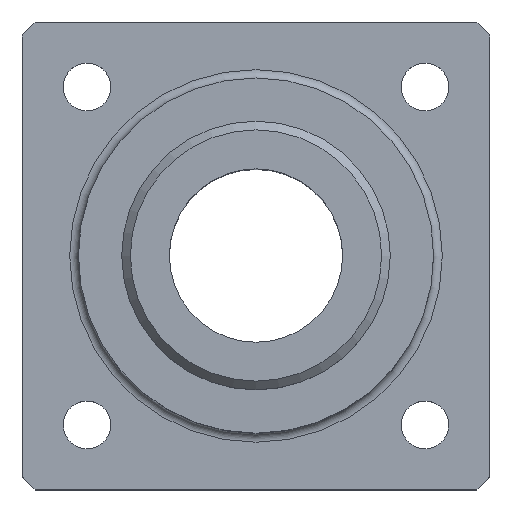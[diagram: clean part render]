
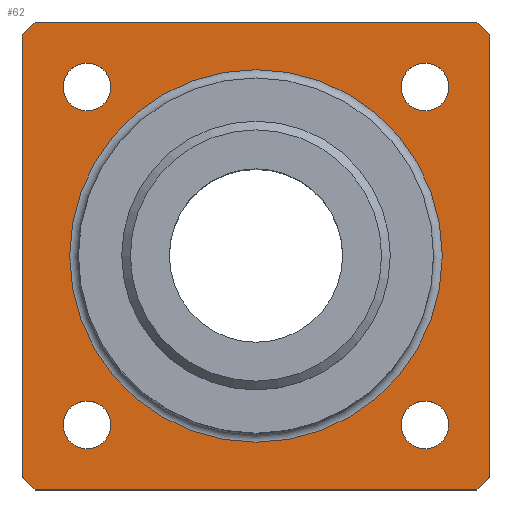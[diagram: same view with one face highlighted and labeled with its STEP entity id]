
A CAD part, top view. The second image highlights one B-rep face of the part: STEP entity #62.
In plain terms, the highlighted planar face has unit normal (0, 0, 1).
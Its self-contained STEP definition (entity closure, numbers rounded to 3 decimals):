
#62 = ADVANCED_FACE( '', ( #138, #139, #140, #141, #142, #143 ), #144, .T. );
#138 = FACE_OUTER_BOUND( '', #241, .T. );
#139 = FACE_BOUND( '', #242, .T. );
#140 = FACE_BOUND( '', #243, .T. );
#141 = FACE_BOUND( '', #244, .T. );
#142 = FACE_BOUND( '', #245, .T. );
#143 = FACE_BOUND( '', #246, .T. );
#144 = PLANE( '', #247 );
#241 = EDGE_LOOP( '', ( #361, #362, #363, #364, #365, #366, #367, #368 ) );
#242 = EDGE_LOOP( '', ( #369 ) );
#243 = EDGE_LOOP( '', ( #370 ) );
#244 = EDGE_LOOP( '', ( #371 ) );
#245 = EDGE_LOOP( '', ( #372 ) );
#246 = EDGE_LOOP( '', ( #373 ) );
#247 = AXIS2_PLACEMENT_3D( '', #374, #375, #376 );
#361 = ORIENTED_EDGE( '', *, *, #516, .T. );
#362 = ORIENTED_EDGE( '', *, *, #522, .T. );
#363 = ORIENTED_EDGE( '', *, *, #508, .T. );
#364 = ORIENTED_EDGE( '', *, *, #523, .T. );
#365 = ORIENTED_EDGE( '', *, *, #500, .T. );
#366 = ORIENTED_EDGE( '', *, *, #524, .T. );
#367 = ORIENTED_EDGE( '', *, *, #525, .T. );
#368 = ORIENTED_EDGE( '', *, *, #526, .T. );
#369 = ORIENTED_EDGE( '', *, *, #527, .F. );
#370 = ORIENTED_EDGE( '', *, *, #511, .F. );
#371 = ORIENTED_EDGE( '', *, *, #495, .F. );
#372 = ORIENTED_EDGE( '', *, *, #528, .F. );
#373 = ORIENTED_EDGE( '', *, *, #529, .T. );
#374 = CARTESIAN_POINT( '', ( 0., 0., 16. ) );
#375 = DIRECTION( '', ( 0., 0., 1. ) );
#376 = DIRECTION( '', ( 1., 0., 0. ) );
#495 = EDGE_CURVE( '', #562, #562, #563, .T. );
#500 = EDGE_CURVE( '', #572, #570, #573, .T. );
#508 = EDGE_CURVE( '', #586, #584, #587, .T. );
#511 = EDGE_CURVE( '', #590, #590, #591, .T. );
#516 = EDGE_CURVE( '', #600, #598, #601, .T. );
#522 = EDGE_CURVE( '', #598, #586, #609, .T. );
#523 = EDGE_CURVE( '', #584, #572, #610, .T. );
#524 = EDGE_CURVE( '', #570, #611, #612, .T. );
#525 = EDGE_CURVE( '', #611, #613, #614, .T. );
#526 = EDGE_CURVE( '', #613, #600, #615, .T. );
#527 = EDGE_CURVE( '', #616, #616, #617, .T. );
#528 = EDGE_CURVE( '', #618, #618, #619, .T. );
#529 = EDGE_CURVE( '', #620, #620, #621, .T. );
#562 = VERTEX_POINT( '', #664 );
#563 = CIRCLE( '', #665, 5.5 );
#570 = VERTEX_POINT( '', #673 );
#572 = VERTEX_POINT( '', #676 );
#573 = LINE( '', #677, #678 );
#584 = VERTEX_POINT( '', #691 );
#586 = VERTEX_POINT( '', #694 );
#587 = LINE( '', #695, #696 );
#590 = VERTEX_POINT( '', #700 );
#591 = CIRCLE( '', #701, 5.5 );
#598 = VERTEX_POINT( '', #709 );
#600 = VERTEX_POINT( '', #712 );
#601 = LINE( '', #713, #714 );
#609 = LINE( '', #723, #724 );
#610 = LINE( '', #725, #726 );
#611 = VERTEX_POINT( '', #727 );
#612 = LINE( '', #728, #729 );
#613 = VERTEX_POINT( '', #730 );
#614 = LINE( '', #731, #732 );
#615 = LINE( '', #733, #734 );
#616 = VERTEX_POINT( '', #735 );
#617 = CIRCLE( '', #736, 5.5 );
#618 = VERTEX_POINT( '', #737 );
#619 = CIRCLE( '', #738, 5.5 );
#620 = VERTEX_POINT( '', #739 );
#621 = CIRCLE( '', #740, 43. );
#664 = CARTESIAN_POINT( '', ( -33.5, 93., 16. ) );
#665 = AXIS2_PLACEMENT_3D( '', #789, #790, #791 );
#673 = CARTESIAN_POINT( '', ( 54., 3., 16. ) );
#676 = CARTESIAN_POINT( '', ( 51., 0., 16. ) );
#677 = CARTESIAN_POINT( '', ( 51., 0., 16. ) );
#678 = VECTOR( '', #797, 1000. );
#691 = CARTESIAN_POINT( '', ( -51., 0., 16. ) );
#694 = CARTESIAN_POINT( '', ( -54., 3., 16. ) );
#695 = CARTESIAN_POINT( '', ( -54., 3., 16. ) );
#696 = VECTOR( '', #807, 1000. );
#700 = CARTESIAN_POINT( '', ( 44.5, 15., 16. ) );
#701 = AXIS2_PLACEMENT_3D( '', #809, #810, #811 );
#709 = CARTESIAN_POINT( '', ( -54., 105., 16. ) );
#712 = CARTESIAN_POINT( '', ( -51., 108., 16. ) );
#713 = CARTESIAN_POINT( '', ( -51., 108., 16. ) );
#714 = VECTOR( '', #817, 1000. );
#723 = CARTESIAN_POINT( '', ( -54., 105., 16. ) );
#724 = VECTOR( '', #825, 1000. );
#725 = CARTESIAN_POINT( '', ( -51., 0., 16. ) );
#726 = VECTOR( '', #826, 1000. );
#727 = CARTESIAN_POINT( '', ( 54., 105., 16. ) );
#728 = CARTESIAN_POINT( '', ( 54., 3., 16. ) );
#729 = VECTOR( '', #827, 1000. );
#730 = CARTESIAN_POINT( '', ( 51., 108., 16. ) );
#731 = CARTESIAN_POINT( '', ( 54., 105., 16. ) );
#732 = VECTOR( '', #828, 1000. );
#733 = CARTESIAN_POINT( '', ( 51., 108., 16. ) );
#734 = VECTOR( '', #829, 1000. );
#735 = CARTESIAN_POINT( '', ( 44.5, 93., 16. ) );
#736 = AXIS2_PLACEMENT_3D( '', #830, #831, #832 );
#737 = CARTESIAN_POINT( '', ( -33.5, 15., 16. ) );
#738 = AXIS2_PLACEMENT_3D( '', #833, #834, #835 );
#739 = CARTESIAN_POINT( '', ( -43., 54., 16. ) );
#740 = AXIS2_PLACEMENT_3D( '', #836, #837, #838 );
#789 = CARTESIAN_POINT( '', ( -39., 93., 16. ) );
#790 = DIRECTION( '', ( 0., 0., 1. ) );
#791 = DIRECTION( '', ( 1., 0., 0. ) );
#797 = DIRECTION( '', ( 0.707, 0.707, 0. ) );
#807 = DIRECTION( '', ( 0.707, -0.707, 0. ) );
#809 = CARTESIAN_POINT( '', ( 39., 15., 16. ) );
#810 = DIRECTION( '', ( 0., 0., 1. ) );
#811 = DIRECTION( '', ( 1., 0., 0. ) );
#817 = DIRECTION( '', ( -0.707, -0.707, 0. ) );
#825 = DIRECTION( '', ( 0., -1., 0. ) );
#826 = DIRECTION( '', ( 1., 0., 0. ) );
#827 = DIRECTION( '', ( 0., 1., 0. ) );
#828 = DIRECTION( '', ( -0.707, 0.707, 0. ) );
#829 = DIRECTION( '', ( -1., 0., 0. ) );
#830 = CARTESIAN_POINT( '', ( 39., 93., 16. ) );
#831 = DIRECTION( '', ( 0., 0., 1. ) );
#832 = DIRECTION( '', ( 1., 0., 0. ) );
#833 = CARTESIAN_POINT( '', ( -39., 15., 16. ) );
#834 = DIRECTION( '', ( 0., 0., 1. ) );
#835 = DIRECTION( '', ( 1., 0., 0. ) );
#836 = CARTESIAN_POINT( '', ( 0., 54., 16. ) );
#837 = DIRECTION( '', ( 0., 0., -1. ) );
#838 = DIRECTION( '', ( -1., 0., 0. ) );
